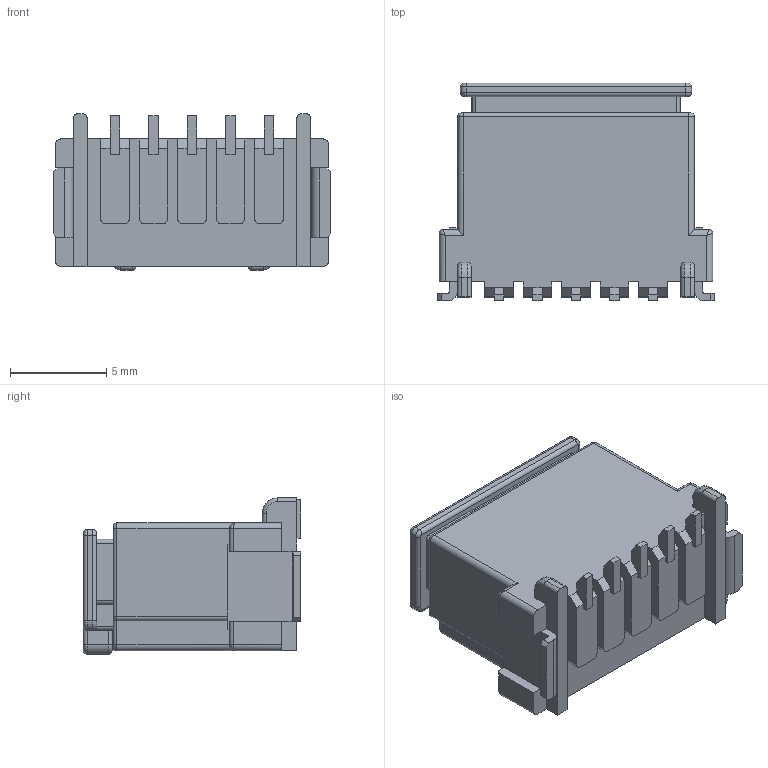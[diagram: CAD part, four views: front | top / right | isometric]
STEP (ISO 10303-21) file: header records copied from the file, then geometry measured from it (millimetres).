
FILE_DESCRIPTION (( 'STEP AP214' ), '1' );
FILE_NAME ('C_020 S SMT 5P V.STEP', '2019-02-13T00:07:05', ( 'Personal' ), ( 'Microsoft' ), 'SwSTEP 2.0', 'SolidWorks 2014', '' );
FILE_SCHEMA (( 'AUTOMOTIVE_DESIGN' ));
Length unit declared in the file: millimetre
Products named in the file (3): C_020 S SMT 5M VTC Ass`y; C_020 S SMT 5P V; C_020 S 5F HSG
Assembly tree (2 placements, depth 2):
  C_020 S SMT 5P V
    C_020 S SMT 5M VTC Ass`y
    C_020 S 5F HSG
Bounding box: 14.39 x 11.3 x 8.11 mm (x, y, z)
Volume: 780.2 mm3; surface area: 1483.3 mm2
Topology: 2 solids, 2 shells, 671 faces, 1717 edges, 1038 vertices
Faces by surface type: plane 358, cylinder 208, torus 59, bspline 32, sphere 14
Entity records: 21086 total; most frequent: CARTESIAN_POINT 5049, ORIENTED_EDGE 3378, DIRECTION 3260, EDGE_CURVE 1689, VECTOR 1194, LINE 1194, VERTEX_POINT 1038, AXIS2_PLACEMENT_3D 1033
